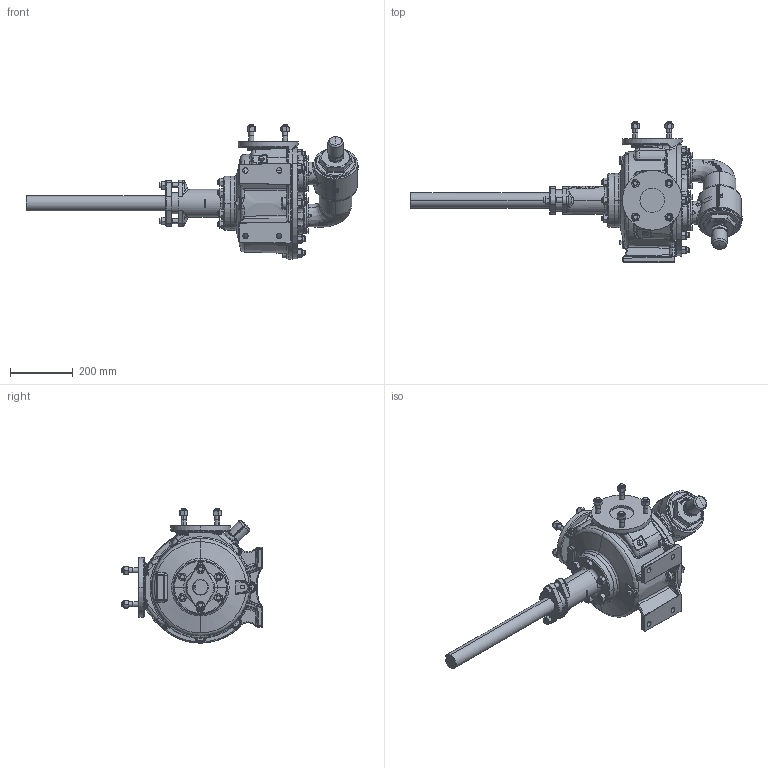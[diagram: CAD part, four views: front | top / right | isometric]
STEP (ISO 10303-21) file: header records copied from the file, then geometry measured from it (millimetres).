
FILE_DESCRIPTION (( 'STEP AP214' ), '1' );
FILE_NAME ('Q32.STEP', '2016-12-19T15:37:04', ( '' ), ( '' ), 'SwSTEP 2.0', 'SolidWorks 2016', '' );
FILE_SCHEMA (( 'AUTOMOTIVE_DESIGN' ));
Length unit declared in the file: inch
Products named in the file (2): Q32
Bounding box: 1060.89 x 447.55 x 429.38 mm (x, y, z)
Volume: 24865592.4 mm3; surface area: 958030.5 mm2
Topology: 1 solids, 1 shells, 2885 faces, 7240 edges, 4446 vertices
Faces by surface type: bspline 918, plane 815, cone 555, cylinder 409, torus 142, sphere 46
Entity records: 215664 total; most frequent: CARTESIAN_POINT 141626, ORIENTED_EDGE 14282, DIRECTION 9630, EDGE_CURVE 7141, VERTEX_POINT 4440, AXIS2_PLACEMENT_3D 3947, B_SPLINE_CURVE_WITH_KNOTS 3132, EDGE_LOOP 3097
